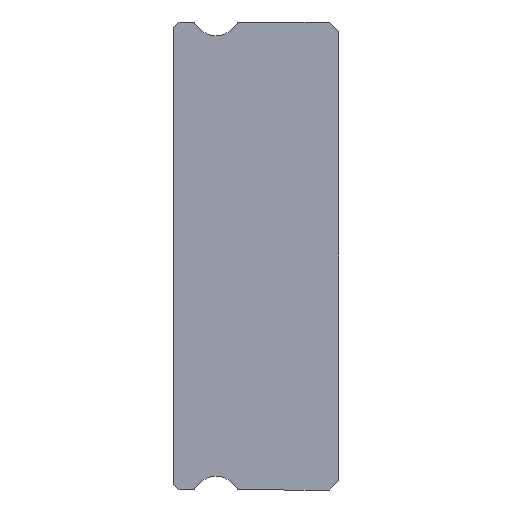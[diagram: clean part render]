
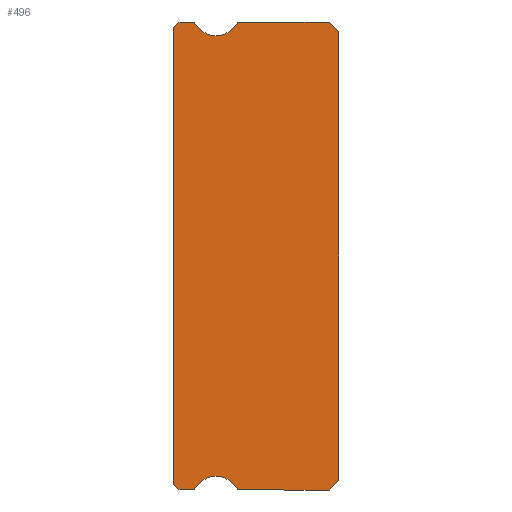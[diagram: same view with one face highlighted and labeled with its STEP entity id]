
A CAD part, left-side view. The second image highlights one B-rep face of the part: STEP entity #496.
In plain terms, the highlighted planar face has unit normal (-1, 0, 0).
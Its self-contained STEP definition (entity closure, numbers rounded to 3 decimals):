
#57 = LINE ( 'NONE', #2821, #198 ) ;
#75 = CIRCLE ( 'NONE', #1272, 1.25 ) ;
#104 = ORIENTED_EDGE ( 'NONE', *, *, #530, .F. ) ;
#109 = CARTESIAN_POINT ( 'NONE',  ( -15., 6.3, 12.55 ) ) ;
#125 = CARTESIAN_POINT ( 'NONE',  ( -15., 8.5, 11.7 ) ) ;
#171 = VECTOR ( 'NONE', #1915, 1000. ) ;
#180 = ORIENTED_EDGE ( 'NONE', *, *, #398, .F. ) ;
#198 = VECTOR ( 'NONE', #751, 1000. ) ;
#204 = DIRECTION ( 'NONE',  ( 0., 0., -1. ) ) ;
#209 = ORIENTED_EDGE ( 'NONE', *, *, #1280, .F. ) ;
#253 = VERTEX_POINT ( 'NONE', #2796 ) ;
#299 = AXIS2_PLACEMENT_3D ( 'NONE', #2510, #632, #868 ) ;
#327 = DIRECTION ( 'NONE',  ( 0., 0., 1. ) ) ;
#344 = DIRECTION ( 'NONE',  ( 0., 0., -1. ) ) ;
#345 = FACE_OUTER_BOUND ( 'NONE', #1624, .T. ) ;
#391 = DIRECTION ( 'NONE',  ( 0., 0.707, -0.707 ) ) ;
#398 = EDGE_CURVE ( 'NONE', #2047, #1037, #75, .T. ) ;
#405 = DIRECTION ( 'NONE',  ( 0., 0., -1. ) ) ;
#411 = CARTESIAN_POINT ( 'NONE',  ( -15., 8.5, -11.7 ) ) ;
#416 = EDGE_CURVE ( 'NONE', #1246, #2552, #1919, .T. ) ;
#418 = CARTESIAN_POINT ( 'NONE',  ( -15., 5.088, -12. ) ) ;
#421 = CARTESIAN_POINT ( 'NONE',  ( -15., 6.3, 12.55 ) ) ;
#449 = ORIENTED_EDGE ( 'NONE', *, *, #2076, .T. ) ;
#463 = VERTEX_POINT ( 'NONE', #2161 ) ;
#469 = EDGE_CURVE ( 'NONE', #2835, #742, #1461, .T. ) ;
#470 = ORIENTED_EDGE ( 'NONE', *, *, #469, .T. ) ;
#493 = VECTOR ( 'NONE', #327, 1000. ) ;
#496 = ADVANCED_FACE ( 'NONE', ( #345 ), #2188, .F. ) ;
#530 = EDGE_CURVE ( 'NONE', #1899, #2790, #1561, .T. ) ;
#570 = ORIENTED_EDGE ( 'NONE', *, *, #2404, .F. ) ;
#632 = DIRECTION ( 'NONE',  ( 1., 0., 0. ) ) ;
#665 = ORIENTED_EDGE ( 'NONE', *, *, #1782, .F. ) ;
#676 = DIRECTION ( 'NONE',  ( 0., 0., -1. ) ) ;
#723 = DIRECTION ( 'NONE',  ( 0., -1., 0. ) ) ;
#728 = CARTESIAN_POINT ( 'NONE',  ( -15., 7.512, -12. ) ) ;
#730 = ORIENTED_EDGE ( 'NONE', *, *, #2612, .T. ) ;
#734 = EDGE_CURVE ( 'NONE', #2425, #1061, #2350, .T. ) ;
#742 = VERTEX_POINT ( 'NONE', #1414 ) ;
#751 = DIRECTION ( 'NONE',  ( 0., 1., 0. ) ) ;
#791 = DIRECTION ( 'NONE',  ( 0., 0., -1. ) ) ;
#806 = EDGE_CURVE ( 'NONE', #2852, #463, #1926, .T. ) ;
#814 = DIRECTION ( 'NONE',  ( 0., 0., -1. ) ) ;
#868 = DIRECTION ( 'NONE',  ( 0., 0., -1. ) ) ;
#899 = DIRECTION ( 'NONE',  ( 1., 0., 0. ) ) ;
#975 = AXIS2_PLACEMENT_3D ( 'NONE', #109, #2861, #791 ) ;
#983 = ORIENTED_EDGE ( 'NONE', *, *, #1855, .F. ) ;
#1020 = LINE ( 'NONE', #2881, #493 ) ;
#1037 = VERTEX_POINT ( 'NONE', #2715 ) ;
#1040 = EDGE_CURVE ( 'NONE', #1037, #253, #1694, .T. ) ;
#1041 = CARTESIAN_POINT ( 'NONE',  ( -15., 7.512, 11.85 ) ) ;
#1051 = CARTESIAN_POINT ( 'NONE',  ( -15., 8.2, 12. ) ) ;
#1052 = DIRECTION ( 'NONE',  ( 0., -0.707, -0.707 ) ) ;
#1061 = VERTEX_POINT ( 'NONE', #418 ) ;
#1066 = CARTESIAN_POINT ( 'NONE',  ( -15., 0.5, -12. ) ) ;
#1098 = ORIENTED_EDGE ( 'NONE', *, *, #2183, .F. ) ;
#1132 = EDGE_CURVE ( 'NONE', #2349, #1899, #2508, .T. ) ;
#1138 = CARTESIAN_POINT ( 'NONE',  ( -15., 7.512, 11.85 ) ) ;
#1173 = CIRCLE ( 'NONE', #1552, 0.15 ) ;
#1224 = EDGE_CURVE ( 'NONE', #2349, #2396, #57, .T. ) ;
#1246 = VERTEX_POINT ( 'NONE', #1479 ) ;
#1272 = AXIS2_PLACEMENT_3D ( 'NONE', #1674, #2173, #814 ) ;
#1280 = EDGE_CURVE ( 'NONE', #2835, #1519, #1020, .T. ) ;
#1290 = DIRECTION ( 'NONE',  ( 1., 0., 0. ) ) ;
#1321 = DIRECTION ( 'NONE',  ( 0., 0., -1. ) ) ;
#1327 = LINE ( 'NONE', #2906, #2453 ) ;
#1339 = CARTESIAN_POINT ( 'NONE',  ( -15., 5.088, -11.85 ) ) ;
#1348 = AXIS2_PLACEMENT_3D ( 'NONE', #1138, #899, #676 ) ;
#1352 = LINE ( 'NONE', #2325, #2374 ) ;
#1355 = VECTOR ( 'NONE', #391, 1000. ) ;
#1392 = VERTEX_POINT ( 'NONE', #1936 ) ;
#1414 = CARTESIAN_POINT ( 'NONE',  ( -15., 8.2, -12. ) ) ;
#1455 = ORIENTED_EDGE ( 'NONE', *, *, #1040, .F. ) ;
#1461 = LINE ( 'NONE', #2384, #2876 ) ;
#1479 = CARTESIAN_POINT ( 'NONE',  ( -15., 0., -11.5 ) ) ;
#1512 = ORIENTED_EDGE ( 'NONE', *, *, #1224, .T. ) ;
#1519 = VERTEX_POINT ( 'NONE', #2085 ) ;
#1552 = AXIS2_PLACEMENT_3D ( 'NONE', #1960, #1290, #344 ) ;
#1561 = CIRCLE ( 'NONE', #2192, 1.25 ) ;
#1624 = EDGE_LOOP ( 'NONE', ( #209, #470, #730, #1455, #180, #665, #2858, #1098, #2679, #2494, #1837, #570, #983, #104, #2931, #1512, #449 ) ) ;
#1647 = EDGE_CURVE ( 'NONE', #463, #2552, #1327, .T. ) ;
#1648 = VECTOR ( 'NONE', #723, 1000. ) ;
#1674 = CARTESIAN_POINT ( 'NONE',  ( -15., 6.3, -12.55 ) ) ;
#1687 = CARTESIAN_POINT ( 'NONE',  ( -15., 7.512, 12. ) ) ;
#1694 = CIRCLE ( 'NONE', #299, 0.15 ) ;
#1782 = EDGE_CURVE ( 'NONE', #1061, #2047, #2409, .T. ) ;
#1837 = ORIENTED_EDGE ( 'NONE', *, *, #806, .F. ) ;
#1855 = EDGE_CURVE ( 'NONE', #2790, #1392, #2134, .T. ) ;
#1865 = CARTESIAN_POINT ( 'NONE',  ( -15., 0., 11.5 ) ) ;
#1893 = LINE ( 'NONE', #2589, #1648 ) ;
#1899 = VERTEX_POINT ( 'NONE', #2150 ) ;
#1915 = DIRECTION ( 'NONE',  ( 0., 1., 0. ) ) ;
#1919 = LINE ( 'NONE', #2846, #2480 ) ;
#1926 = LINE ( 'NONE', #2380, #2584 ) ;
#1936 = CARTESIAN_POINT ( 'NONE',  ( -15., 5.217, 11.925 ) ) ;
#1960 = CARTESIAN_POINT ( 'NONE',  ( -15., 5.088, 11.85 ) ) ;
#1997 = DIRECTION ( 'NONE',  ( 0., -0.707, -0.707 ) ) ;
#2047 = VERTEX_POINT ( 'NONE', #2887 ) ;
#2052 = DIRECTION ( 'NONE',  ( 0., 0.707, -0.707 ) ) ;
#2076 = EDGE_CURVE ( 'NONE', #2396, #1519, #2190, .T. ) ;
#2085 = CARTESIAN_POINT ( 'NONE',  ( -15., 8.5, 11.7 ) ) ;
#2126 = AXIS2_PLACEMENT_3D ( 'NONE', #1339, #2263, #204 ) ;
#2134 = CIRCLE ( 'NONE', #975, 1.25 ) ;
#2150 = CARTESIAN_POINT ( 'NONE',  ( -15., 7.383, 11.925 ) ) ;
#2153 = CARTESIAN_POINT ( 'NONE',  ( -15., 6.3, 11.3 ) ) ;
#2161 = CARTESIAN_POINT ( 'NONE',  ( -15., 0.5, 12. ) ) ;
#2173 = DIRECTION ( 'NONE',  ( -1., 0., 0. ) ) ;
#2183 = EDGE_CURVE ( 'NONE', #1246, #2425, #1352, .T. ) ;
#2188 = PLANE ( 'NONE',  #2285 ) ;
#2190 = LINE ( 'NONE', #125, #1355 ) ;
#2192 = AXIS2_PLACEMENT_3D ( 'NONE', #421, #2272, #405 ) ;
#2201 = DIRECTION ( 'NONE',  ( 0., 0., 1. ) ) ;
#2262 = CARTESIAN_POINT ( 'NONE',  ( -15., 5.088, 12. ) ) ;
#2263 = DIRECTION ( 'NONE',  ( 1., 0., 0. ) ) ;
#2272 = DIRECTION ( 'NONE',  ( -1., 0., 0. ) ) ;
#2285 = AXIS2_PLACEMENT_3D ( 'NONE', #1041, #2488, #1321 ) ;
#2325 = CARTESIAN_POINT ( 'NONE',  ( -15., 0., -11.5 ) ) ;
#2349 = VERTEX_POINT ( 'NONE', #1687 ) ;
#2350 = LINE ( 'NONE', #728, #171 ) ;
#2374 = VECTOR ( 'NONE', #2052, 1000. ) ;
#2380 = CARTESIAN_POINT ( 'NONE',  ( -15., 7.512, 12. ) ) ;
#2384 = CARTESIAN_POINT ( 'NONE',  ( -15., 8.2, -12. ) ) ;
#2396 = VERTEX_POINT ( 'NONE', #1051 ) ;
#2404 = EDGE_CURVE ( 'NONE', #1392, #2852, #1173, .T. ) ;
#2409 = CIRCLE ( 'NONE', #2126, 0.15 ) ;
#2425 = VERTEX_POINT ( 'NONE', #1066 ) ;
#2453 = VECTOR ( 'NONE', #1997, 1000. ) ;
#2480 = VECTOR ( 'NONE', #2201, 1000. ) ;
#2488 = DIRECTION ( 'NONE',  ( 1., 0., 0. ) ) ;
#2494 = ORIENTED_EDGE ( 'NONE', *, *, #1647, .F. ) ;
#2508 = CIRCLE ( 'NONE', #1348, 0.15 ) ;
#2510 = CARTESIAN_POINT ( 'NONE',  ( -15., 7.512, -11.85 ) ) ;
#2551 = DIRECTION ( 'NONE',  ( 0., -1., 0. ) ) ;
#2552 = VERTEX_POINT ( 'NONE', #1865 ) ;
#2584 = VECTOR ( 'NONE', #2551, 1000. ) ;
#2589 = CARTESIAN_POINT ( 'NONE',  ( -15., 7.512, -12. ) ) ;
#2612 = EDGE_CURVE ( 'NONE', #742, #253, #1893, .T. ) ;
#2679 = ORIENTED_EDGE ( 'NONE', *, *, #416, .T. ) ;
#2715 = CARTESIAN_POINT ( 'NONE',  ( -15., 7.383, -11.925 ) ) ;
#2790 = VERTEX_POINT ( 'NONE', #2153 ) ;
#2796 = CARTESIAN_POINT ( 'NONE',  ( -15., 7.512, -12. ) ) ;
#2821 = CARTESIAN_POINT ( 'NONE',  ( -15., 8.2, 12. ) ) ;
#2835 = VERTEX_POINT ( 'NONE', #411 ) ;
#2846 = CARTESIAN_POINT ( 'NONE',  ( -15., 0., 11.5 ) ) ;
#2852 = VERTEX_POINT ( 'NONE', #2262 ) ;
#2858 = ORIENTED_EDGE ( 'NONE', *, *, #734, .F. ) ;
#2861 = DIRECTION ( 'NONE',  ( -1., 0., 0. ) ) ;
#2876 = VECTOR ( 'NONE', #1052, 1000. ) ;
#2881 = CARTESIAN_POINT ( 'NONE',  ( -15., 8.5, 11.85 ) ) ;
#2887 = CARTESIAN_POINT ( 'NONE',  ( -15., 5.217, -11.925 ) ) ;
#2906 = CARTESIAN_POINT ( 'NONE',  ( -15., 0.5, 12. ) ) ;
#2931 = ORIENTED_EDGE ( 'NONE', *, *, #1132, .F. ) ;
